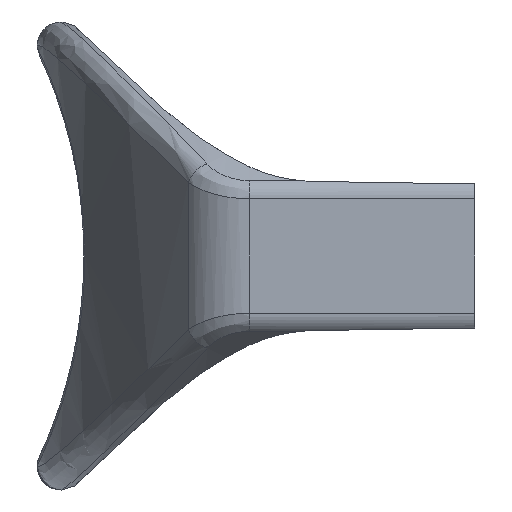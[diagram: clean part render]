
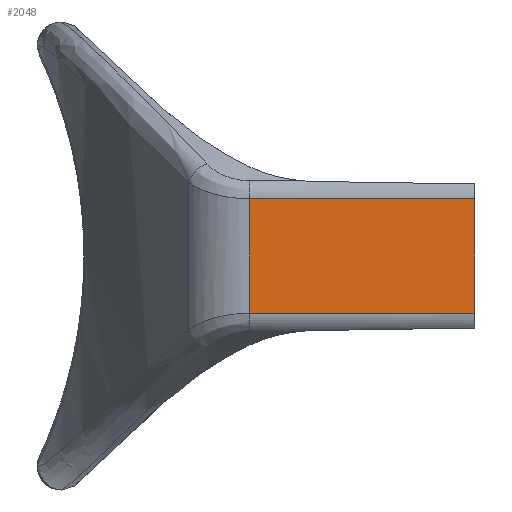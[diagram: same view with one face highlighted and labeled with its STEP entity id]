
A CAD part, left-side view. The second image highlights one B-rep face of the part: STEP entity #2048.
In plain terms, the highlighted planar face has unit normal (-1, 0, 0).
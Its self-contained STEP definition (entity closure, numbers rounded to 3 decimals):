
#328 = PLANE ( 'NONE',  #1329 ) ;
#517 = CARTESIAN_POINT ( 'NONE',  ( -181., 0., 0. ) ) ;
#609 = EDGE_CURVE ( 'NONE', #4401, #3060, #1223, .T. ) ;
#647 = CARTESIAN_POINT ( 'NONE',  ( -181., 8.831, 3.18 ) ) ;
#675 = DIRECTION ( 'NONE',  ( 0., 0., -1. ) ) ;
#980 = LINE ( 'NONE', #647, #4177 ) ;
#1009 = CARTESIAN_POINT ( 'NONE',  ( -181., 12.5, -13. ) ) ;
#1013 = CARTESIAN_POINT ( 'NONE',  ( -181., 0., 3.18 ) ) ;
#1120 = CARTESIAN_POINT ( 'NONE',  ( -181., 0., -3.18 ) ) ;
#1130 = DIRECTION ( 'NONE',  ( 0., 0., -1. ) ) ;
#1223 = LINE ( 'NONE', #2604, #2687 ) ;
#1239 = EDGE_CURVE ( 'NONE', #4401, #1751, #3622, .T. ) ;
#1262 = DIRECTION ( 'NONE',  ( 0., 0., 1. ) ) ;
#1329 = AXIS2_PLACEMENT_3D ( 'NONE', #1351, #2767, #3088 ) ;
#1336 = VECTOR ( 'NONE', #1262, 1000. ) ;
#1351 = CARTESIAN_POINT ( 'NONE',  ( -181., 8.831, -12.895 ) ) ;
#1527 = CARTESIAN_POINT ( 'NONE',  ( -181., 12.5, 3.18 ) ) ;
#1751 = VERTEX_POINT ( 'NONE', #1013 ) ;
#2048 = ADVANCED_FACE ( 'NONE', ( #3412 ), #328, .T. ) ;
#2298 = CARTESIAN_POINT ( 'NONE',  ( -181., 0., -3.18 ) ) ;
#2380 = VERTEX_POINT ( 'NONE', #1527 ) ;
#2604 = CARTESIAN_POINT ( 'NONE',  ( -181., 0., 0. ) ) ;
#2635 = CARTESIAN_POINT ( 'NONE',  ( -181., 12.5, -3.18 ) ) ;
#2687 = VECTOR ( 'NONE', #1130, 1000. ) ;
#2745 = DIRECTION ( 'NONE',  ( 0., 1., 0. ) ) ;
#2767 = DIRECTION ( 'NONE',  ( -1., 0., 0. ) ) ;
#3056 = EDGE_LOOP ( 'NONE', ( #3083, #3923, #3571, #3254, #3944 ) ) ;
#3060 = VERTEX_POINT ( 'NONE', #2298 ) ;
#3071 = CARTESIAN_POINT ( 'NONE',  ( -181., 0., 0. ) ) ;
#3083 = ORIENTED_EDGE ( 'NONE', *, *, #4406, .T. ) ;
#3088 = DIRECTION ( 'NONE',  ( 0., 0., 1. ) ) ;
#3116 = VERTEX_POINT ( 'NONE', #2635 ) ;
#3217 = DIRECTION ( 'NONE',  ( 0., -1., 0. ) ) ;
#3254 = ORIENTED_EDGE ( 'NONE', *, *, #1239, .T. ) ;
#3412 = FACE_OUTER_BOUND ( 'NONE', #3056, .T. ) ;
#3430 = EDGE_CURVE ( 'NONE', #3116, #3060, #3522, .T. ) ;
#3522 = LINE ( 'NONE', #1120, #3594 ) ;
#3571 = ORIENTED_EDGE ( 'NONE', *, *, #609, .F. ) ;
#3594 = VECTOR ( 'NONE', #3217, 1000. ) ;
#3622 = LINE ( 'NONE', #517, #1336 ) ;
#3923 = ORIENTED_EDGE ( 'NONE', *, *, #3430, .T. ) ;
#3944 = ORIENTED_EDGE ( 'NONE', *, *, #4038, .T. ) ;
#4038 = EDGE_CURVE ( 'NONE', #1751, #2380, #980, .T. ) ;
#4110 = LINE ( 'NONE', #1009, #4246 ) ;
#4177 = VECTOR ( 'NONE', #2745, 1000. ) ;
#4246 = VECTOR ( 'NONE', #675, 1000. ) ;
#4401 = VERTEX_POINT ( 'NONE', #3071 ) ;
#4406 = EDGE_CURVE ( 'NONE', #2380, #3116, #4110, .T. ) ;
